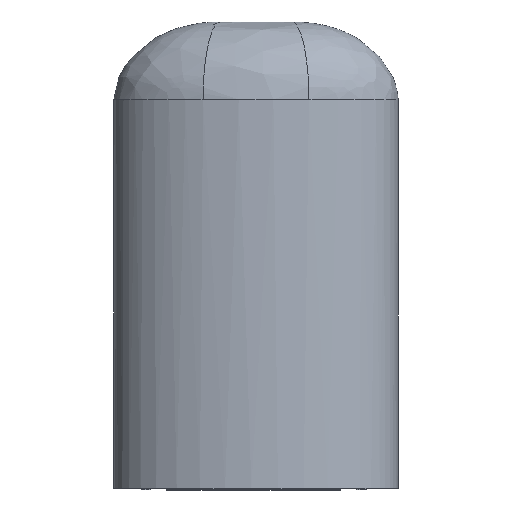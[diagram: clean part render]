
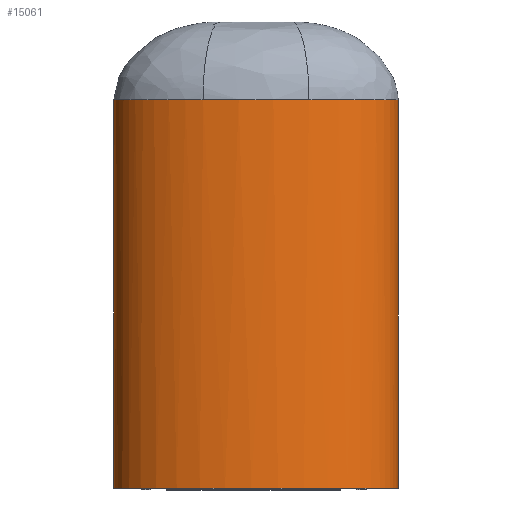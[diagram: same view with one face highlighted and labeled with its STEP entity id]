
A CAD part, top view. The second image highlights one B-rep face of the part: STEP entity #15061.
In plain terms, the highlighted free-form (B-spline) face has degree [1, 2] with [2, 9] control points.
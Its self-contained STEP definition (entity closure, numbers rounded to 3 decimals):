
#13=(
BOUNDED_SURFACE()
B_SPLINE_SURFACE(1,2,((#29830,#29831,#29832,#29833,#29834,#29835,#29836,
#29837,#29838),(#29839,#29840,#29841,#29842,#29843,#29844,#29845,#29846,
#29847)),.UNSPECIFIED.,.F.,.T.,.F.)
B_SPLINE_SURFACE_WITH_KNOTS((2,2),(3,2,2,2,3),(0.,2.732),(-3.142,
-1.571,0.,1.571,3.142),.UNSPECIFIED.)
GEOMETRIC_REPRESENTATION_ITEM()
RATIONAL_B_SPLINE_SURFACE(((1.,0.707,1.,0.707,1.,
0.707,1.,0.707,1.),(1.,0.707,1.,0.707,
1.,0.707,1.,0.707,1.)))
REPRESENTATION_ITEM('')
SURFACE()
);
#162=ELLIPSE('',#16151,9.15,5.25);
#285=B_SPLINE_CURVE_WITH_KNOTS('',3,(#29599,#29600,#29601,#29602,#29603),
 .UNSPECIFIED.,.F.,.F.,(4,1,4),(-0.692,-0.43,-0.234),
 .UNSPECIFIED.);
#286=B_SPLINE_CURVE_WITH_KNOTS('',3,(#29637,#29638,#29639,#29640,#29641),
 .UNSPECIFIED.,.F.,.F.,(4,1,4),(-4.698,-2.92,-1.586),
 .UNSPECIFIED.);
#288=B_SPLINE_CURVE_WITH_KNOTS('',3,(#29726,#29727,#29728,#29729,#29730,
#29731,#29732),.UNSPECIFIED.,.F.,.F.,(4,1,1,1,4),(0.,0.143,
0.286,0.429,0.5),.UNSPECIFIED.);
#289=B_SPLINE_CURVE_WITH_KNOTS('',3,(#29733,#29734,#29735,#29736,#29737,
#29738,#29739,#29740),.UNSPECIFIED.,.F.,.F.,(4,1,1,1,1,4),(0.5,0.571,
0.643,0.714,0.857,1.),.UNSPECIFIED.);
#290=B_SPLINE_CURVE_WITH_KNOTS('',3,(#29818,#29819,#29820,#29821,#29822,
#29823,#29824,#29825,#29826,#29827,#29828),.UNSPECIFIED.,.F.,.F.,(4,1,1,
1,1,1,1,1,4),(0.,0.143,0.286,0.429,
0.571,0.643,0.714,0.857,
1.),.UNSPECIFIED.);
#1421=FACE_OUTER_BOUND('',#2238,.T.);
#2238=EDGE_LOOP('',(#13604,#13605,#13606,#13607,#13608,#13609,#13610,#13611));
#4139=LINE('',#29850,#5815);
#5815=VECTOR('',#19845,9.15);
#7224=VERTEX_POINT('',#29578);
#7227=VERTEX_POINT('',#29592);
#7228=VERTEX_POINT('',#29634);
#7229=VERTEX_POINT('',#29636);
#7230=VERTEX_POINT('',#29725);
#7231=VERTEX_POINT('',#29848);
#9360=EDGE_CURVE('',#7227,#7224,#285,.T.);
#9362=EDGE_CURVE('',#7228,#7229,#286,.T.);
#9365=EDGE_CURVE('',#7229,#7230,#288,.T.);
#9366=EDGE_CURVE('',#7230,#7227,#289,.T.);
#9367=EDGE_CURVE('',#7224,#7228,#290,.T.);
#9368=EDGE_CURVE('',#7231,#7231,#162,.T.);
#9369=EDGE_CURVE('',#7231,#7230,#4139,.T.);
#13604=ORIENTED_EDGE('',*,*,#9368,.F.);
#13605=ORIENTED_EDGE('',*,*,#9369,.T.);
#13606=ORIENTED_EDGE('',*,*,#9365,.F.);
#13607=ORIENTED_EDGE('',*,*,#9362,.F.);
#13608=ORIENTED_EDGE('',*,*,#9367,.F.);
#13609=ORIENTED_EDGE('',*,*,#9360,.F.);
#13610=ORIENTED_EDGE('',*,*,#9366,.F.);
#13611=ORIENTED_EDGE('',*,*,#9369,.F.);
#15061=ADVANCED_FACE('',(#1421),#13,.F.);
#16151=AXIS2_PLACEMENT_3D('',#29849,#19843,#19844);
#19843=DIRECTION('center_axis',(0.,-1.,0.));
#19844=DIRECTION('ref_axis',(1.,0.,0.));
#19845=DIRECTION('',(0.,1.,0.));
#29578=CARTESIAN_POINT('',(3.556,23.6,6.423));
#29592=CARTESIAN_POINT('',(-3.256,23.6,6.423));
#29599=CARTESIAN_POINT('Ctrl Pts',(-3.256,23.6,6.423));
#29600=CARTESIAN_POINT('Ctrl Pts',(-1.918,23.6,6.731));
#29601=CARTESIAN_POINT('Ctrl Pts',(0.308,23.6,6.909));
#29602=CARTESIAN_POINT('Ctrl Pts',(2.545,23.6,6.655));
#29603=CARTESIAN_POINT('Ctrl Pts',(3.556,23.6,6.423));
#29634=CARTESIAN_POINT('',(3.556,23.6,-3.323));
#29636=CARTESIAN_POINT('',(-3.256,23.6,-3.323));
#29637=CARTESIAN_POINT('Ctrl Pts',(3.556,23.6,-3.323));
#29638=CARTESIAN_POINT('Ctrl Pts',(2.214,23.6,-3.632));
#29639=CARTESIAN_POINT('Ctrl Pts',(-0.001,23.6,-3.806));
#29640=CARTESIAN_POINT('Ctrl Pts',(-2.248,23.6,-3.555));
#29641=CARTESIAN_POINT('Ctrl Pts',(-3.256,23.6,-3.323));
#29725=CARTESIAN_POINT('',(-9.,23.6,1.55));
#29726=CARTESIAN_POINT('Ctrl Pts',(-3.256,23.6,-3.323));
#29727=CARTESIAN_POINT('Ctrl Pts',(-4.218,23.6,-3.101));
#29728=CARTESIAN_POINT('Ctrl Pts',(-6.009,23.6,-2.469));
#29729=CARTESIAN_POINT('Ctrl Pts',(-7.993,23.6,-1.062));
#29730=CARTESIAN_POINT('Ctrl Pts',(-8.868,23.6,0.361));
#29731=CARTESIAN_POINT('Ctrl Pts',(-9.,23.6,1.253));
#29732=CARTESIAN_POINT('Ctrl Pts',(-9.,23.6,1.55));
#29733=CARTESIAN_POINT('Ctrl Pts',(-9.,23.6,1.55));
#29734=CARTESIAN_POINT('Ctrl Pts',(-9.,23.6,1.847));
#29735=CARTESIAN_POINT('Ctrl Pts',(-8.912,23.6,2.442));
#29736=CARTESIAN_POINT('Ctrl Pts',(-8.518,23.6,3.308));
#29737=CARTESIAN_POINT('Ctrl Pts',(-7.662,23.6,4.396));
#29738=CARTESIAN_POINT('Ctrl Pts',(-6.01,23.6,5.569));
#29739=CARTESIAN_POINT('Ctrl Pts',(-4.218,23.6,6.201));
#29740=CARTESIAN_POINT('Ctrl Pts',(-3.256,23.6,6.423));
#29818=CARTESIAN_POINT('Ctrl Pts',(3.556,23.6,6.423));
#29819=CARTESIAN_POINT('Ctrl Pts',(4.518,23.6,6.201));
#29820=CARTESIAN_POINT('Ctrl Pts',(6.309,23.6,5.569));
#29821=CARTESIAN_POINT('Ctrl Pts',(8.293,23.6,4.162));
#29822=CARTESIAN_POINT('Ctrl Pts',(9.343,23.6,2.455));
#29823=CARTESIAN_POINT('Ctrl Pts',(9.344,23.6,0.947));
#29824=CARTESIAN_POINT('Ctrl Pts',(8.818,23.6,-0.208));
#29825=CARTESIAN_POINT('Ctrl Pts',(7.962,23.6,-1.296));
#29826=CARTESIAN_POINT('Ctrl Pts',(6.31,23.6,-2.469));
#29827=CARTESIAN_POINT('Ctrl Pts',(4.518,23.6,-3.101));
#29828=CARTESIAN_POINT('Ctrl Pts',(3.556,23.6,-3.323));
#29830=CARTESIAN_POINT('Ctrl Pts',(-9.,-1.4,1.55));
#29831=CARTESIAN_POINT('Ctrl Pts',(-9.,-1.4,6.8));
#29832=CARTESIAN_POINT('Ctrl Pts',(0.15,-1.4,
6.8));
#29833=CARTESIAN_POINT('Ctrl Pts',(9.3,-1.4,6.8));
#29834=CARTESIAN_POINT('Ctrl Pts',(9.3,-1.4,1.55));
#29835=CARTESIAN_POINT('Ctrl Pts',(9.3,-1.4,-3.7));
#29836=CARTESIAN_POINT('Ctrl Pts',(0.15,-1.4,
-3.7));
#29837=CARTESIAN_POINT('Ctrl Pts',(-9.,-1.4,-3.7));
#29838=CARTESIAN_POINT('Ctrl Pts',(-9.,-1.4,1.55));
#29839=CARTESIAN_POINT('Ctrl Pts',(-9.,23.6,1.55));
#29840=CARTESIAN_POINT('Ctrl Pts',(-9.,23.6,6.8));
#29841=CARTESIAN_POINT('Ctrl Pts',(0.15,23.6,6.8));
#29842=CARTESIAN_POINT('Ctrl Pts',(9.3,23.6,6.8));
#29843=CARTESIAN_POINT('Ctrl Pts',(9.3,23.6,1.55));
#29844=CARTESIAN_POINT('Ctrl Pts',(9.3,23.6,-3.7));
#29845=CARTESIAN_POINT('Ctrl Pts',(0.15,23.6,-3.7));
#29846=CARTESIAN_POINT('Ctrl Pts',(-9.,23.6,-3.7));
#29847=CARTESIAN_POINT('Ctrl Pts',(-9.,23.6,1.55));
#29848=CARTESIAN_POINT('',(-9.,-1.4,1.55));
#29849=CARTESIAN_POINT('Origin',(0.15,-1.4,1.55));
#29850=CARTESIAN_POINT('',(-9.,-1.4,1.55));
